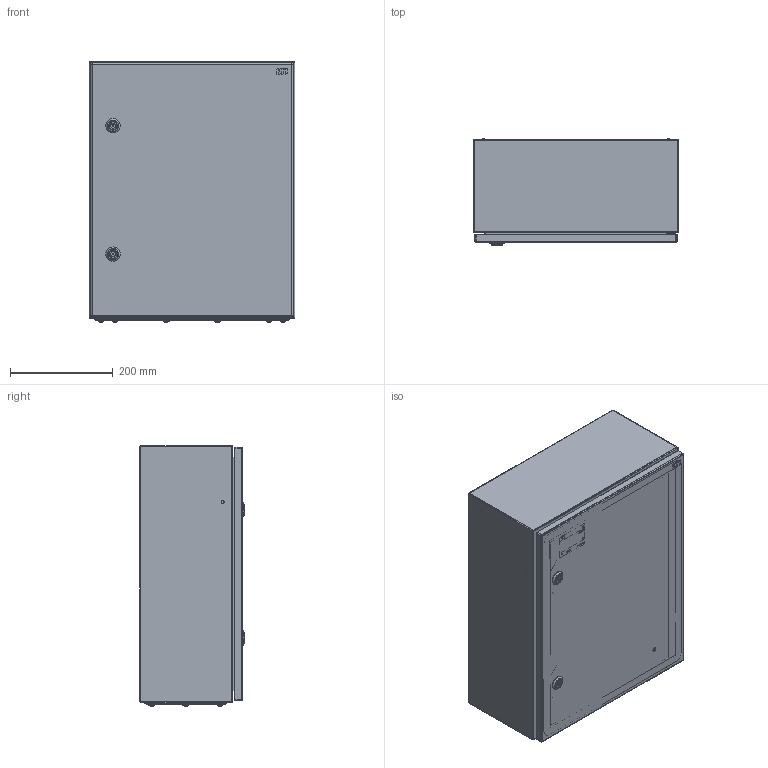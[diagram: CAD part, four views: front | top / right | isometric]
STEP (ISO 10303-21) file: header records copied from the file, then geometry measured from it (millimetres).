
FILE_DESCRIPTION((''),'2;1');
FILE_NAME('GT_50_40_20_ASM','2021-11-04T',('marketing.praksa'),('Audax d.o.o.'),'CREO PARAMETRIC BY PTC INC, 2017480','CREO PARAMETRIC BY PTC INC, 2017480','');
FILE_SCHEMA(('AUTOMOTIVE_DESIGN { 1 0 10303 214 1 1 1 1 }'));
Products named in the file (45): KOR_GT_50-40-20_1; PRZEPUST_1_2_1; ZAWIAS_1_2_1; TULEJA_1_2_1; PLYTA_1_2_1; NAKRETKA_M8_1_2_1; ZASLEPKA_10_7_1_2_1; DRZWI_1_2_3_4_1_1; DRZWI_1_2_3_4_2_1; ZAWIAS_3_ST47_002_ELEMENT-44077; ZAWIAS_3_ST47_002_ELEMENT-44078; DRZWI_1_2_3_4_3_1; DRZWI_1_2_3_4_4_1; DRZWI_1_2_3_4_5_1; 1_EB_1000-U6_H__KORPUS-44082_1; 1_EB_1000-U6_H__WK_ADKA-44083_1; 1_EB_1000-U6_H__SRUBA-44084_1; DRZWI_1_2_3_4_6_1; 1_EB_1000-U6_H__NAKR_TKA-44086_; DRZWI_1_2_3_4_7_1; 1_EB_1000-U6_H__KORPUS-44088_1; 1_EB_1000-U6_H__WK_ADKA-44089_1; 1_EB_1000-U6_H__SRUBA-44090_1; DRZWI_1_2_3_4_8_1; 1_EB_1000-U6_H__NAKR_TKA-44092_; DRZWI_1_2_3_4_9_1; DRZWI_1_2_3_4_10_1; DRZWI_1_2_3_4_11_1; ANSI_B27_7M_3CMI-4-44096_1; ANSI_B27_7M_3CMI-4-44097_1; DRZWI_1_2_3_4_13_1; SCREWS_50-40-20_1_1; SCREWS_50-40-20_1_2; SCREWS_50-40-20_1_3; SCREWS_50-40-20_1_4; SCREWS_50-40-20_1_5; SCREWS_50-40-20_1_6; SCREWS_50-40-20_1_7; SCREWS_50-40-20_1_8; SCREWS_50-40-20_1_9 ...
Assembly tree (54 placements, depth 2):
  GT_50_40_20_ASM
    KOR_GT_50-40-20_1
    PRZEPUST_1_2_1
    ZAWIAS_1_2_1  x2
    TULEJA_1_2_1  x4
    PLYTA_1_2_1
    NAKRETKA_M8_1_2_1  x4
    ZASLEPKA_10_7_1_2_1  x4
    DRZWI_1_2_3_4_1_1
    DRZWI_1_2_3_4_2_1
    ZAWIAS_3_ST47_002_ELEMENT-44077
    ZAWIAS_3_ST47_002_ELEMENT-44078
    DRZWI_1_2_3_4_3_1
    DRZWI_1_2_3_4_4_1
    DRZWI_1_2_3_4_5_1
    1_EB_1000-U6_H__KORPUS-44082_1
    1_EB_1000-U6_H__WK_ADKA-44083_1
    1_EB_1000-U6_H__SRUBA-44084_1
    DRZWI_1_2_3_4_6_1
    1_EB_1000-U6_H__NAKR_TKA-44086_
    DRZWI_1_2_3_4_7_1
    1_EB_1000-U6_H__KORPUS-44088_1
    1_EB_1000-U6_H__WK_ADKA-44089_1
    1_EB_1000-U6_H__SRUBA-44090_1
    DRZWI_1_2_3_4_8_1
    1_EB_1000-U6_H__NAKR_TKA-44092_
    DRZWI_1_2_3_4_9_1
    DRZWI_1_2_3_4_10_1
    DRZWI_1_2_3_4_11_1
    ANSI_B27_7M_3CMI-4-44096_1
    ANSI_B27_7M_3CMI-4-44097_1
    DRZWI_1_2_3_4_13_1
    SCREWS_50-40-20_1_1
    SCREWS_50-40-20_1_2
    SCREWS_50-40-20_1_3
    SCREWS_50-40-20_1_4
    SCREWS_50-40-20_1_5
    SCREWS_50-40-20_1_6
    SCREWS_50-40-20_1_7
    SCREWS_50-40-20_1_8
    SCREWS_50-40-20_1_9
    SCREWS_50-40-20_1_10
    ETI_LOGO_1_1_1_1_1_2_3_1
    ETI_LOGO_2_1_1_1_1_2_3_1
    ETI_LOGO_3_1_1_1_1_2_3_1
Bounding box: 400 x 206.3 x 507.94 mm (x, y, z)
Volume: 1619253.9 mm3; surface area: 2190513.7 mm2
Topology: 54 solids, 54 shells, 2910 faces, 8002 edges, 5319 vertices
Faces by surface type: plane 1293, cylinder 1045, torus 156, extrusion 136, cone 134, bspline 94, sphere 52
Entity records: 111066 total; most frequent: CARTESIAN_POINT 21002, DIRECTION 12618, ORIENTED_EDGE 12500, PRESENTATION_STYLE_ASSIGNMENT 7499, STYLED_ITEM 6645, CURVE_STYLE 6250, EDGE_CURVE 6250, AXIS2_PLACEMENT_3D 4639
